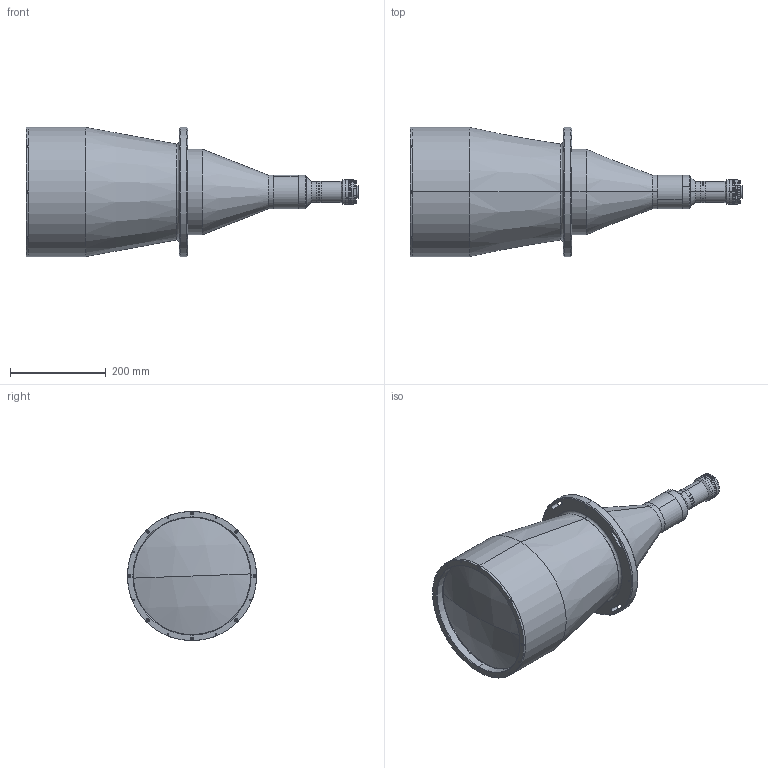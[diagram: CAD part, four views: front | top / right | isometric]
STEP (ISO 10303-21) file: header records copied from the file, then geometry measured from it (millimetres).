
FILE_DESCRIPTION (( 'STEP AP203' ), '1' );
FILE_NAME ('XF-PTL23823-00976-410C-(HD).STEP', '2018-12-22T02:14:35', ( 'lawlynn' ), ( '' ), 'SwSTEP 2.0', 'SolidWorks 2014', '' );
FILE_SCHEMA (( 'CONFIG_CONTROL_DESIGN' ));
Length unit declared in the file: millimetre
Products named in the file (1): XF-PTL23823-00976-410C-(HD)
Bounding box: 693.54 x 270 x 270 mm (x, y, z)
Surface area: 549014.7 mm2 (no closed solid volume)
Topology: 0 solids, 52 shells, 315 faces, 1402 edges, 1136 vertices
Faces by surface type: cylinder 153, plane 104, cone 38, torus 16, sphere 4
Entity records: 19655 total; most frequent: CARTESIAN_POINT 8230, DIRECTION 2382, ORIENTED_EDGE 1989, EDGE_CURVE 1402, VERTEX_POINT 1136, AXIS2_PLACEMENT_3D 906, CIRCLE 590, LINE 570
